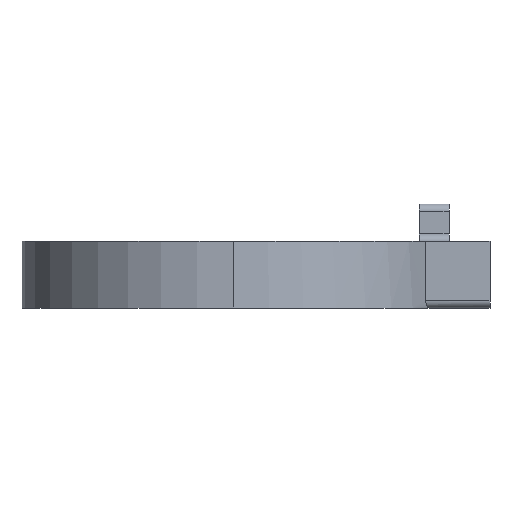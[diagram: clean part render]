
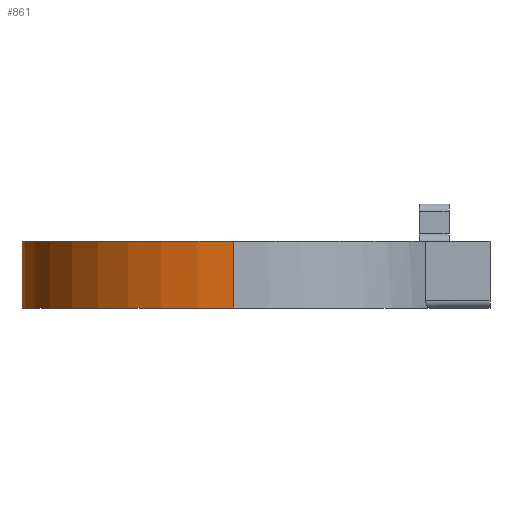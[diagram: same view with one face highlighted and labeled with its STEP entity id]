
A CAD part, left-side view. The second image highlights one B-rep face of the part: STEP entity #861.
In plain terms, the highlighted cylindrical face has radius 28.5 mm (diameter 57 mm), a partial arc.
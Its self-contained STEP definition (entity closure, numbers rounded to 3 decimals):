
#29 = ORIENTED_EDGE ( 'NONE', *, *, #155, .F. ) ;
#73 = CARTESIAN_POINT ( 'NONE',  ( 28.5, 0., 9. ) ) ;
#77 = ORIENTED_EDGE ( 'NONE', *, *, #312, .F. ) ;
#146 = DIRECTION ( 'NONE',  ( 0., 0., 1. ) ) ;
#155 = EDGE_CURVE ( 'NONE', #1244, #521, #942, .T. ) ;
#215 = AXIS2_PLACEMENT_3D ( 'NONE', #1556, #1404, #742 ) ;
#217 = VECTOR ( 'NONE', #1606, 1000. ) ;
#293 = ORIENTED_EDGE ( 'NONE', *, *, #1571, .T. ) ;
#294 = AXIS2_PLACEMENT_3D ( 'NONE', #514, #1052, #1302 ) ;
#310 = VERTEX_POINT ( 'NONE', #1115 ) ;
#312 = EDGE_CURVE ( 'NONE', #310, #1244, #780, .T. ) ;
#392 = EDGE_CURVE ( 'NONE', #310, #1562, #1583, .T. ) ;
#508 = FACE_OUTER_BOUND ( 'NONE', #711, .T. ) ;
#514 = CARTESIAN_POINT ( 'NONE',  ( 0., 0., 9. ) ) ;
#521 = VERTEX_POINT ( 'NONE', #1405 ) ;
#614 = CARTESIAN_POINT ( 'NONE',  ( 28.5, 0., 0. ) ) ;
#662 = CIRCLE ( 'NONE', #215, 28.5 ) ;
#711 = EDGE_LOOP ( 'NONE', ( #77, #1634, #293, #29 ) ) ;
#742 = DIRECTION ( 'NONE',  ( 1., 0., 0. ) ) ;
#780 = CIRCLE ( 'NONE', #1308, 28.5 ) ;
#836 = CARTESIAN_POINT ( 'NONE',  ( 0., 0., 9. ) ) ;
#861 = ADVANCED_FACE ( 'NONE', ( #508 ), #1171, .T. ) ;
#942 = LINE ( 'NONE', #1075, #217 ) ;
#1052 = DIRECTION ( 'NONE',  ( 0., 0., -1. ) ) ;
#1075 = CARTESIAN_POINT ( 'NONE',  ( -28.5, 0., 9. ) ) ;
#1115 = CARTESIAN_POINT ( 'NONE',  ( 28.5, 0., 9. ) ) ;
#1153 = DIRECTION ( 'NONE',  ( 0., 0., -1. ) ) ;
#1171 = CYLINDRICAL_SURFACE ( 'NONE', #294, 28.5 ) ;
#1244 = VERTEX_POINT ( 'NONE', #1300 ) ;
#1300 = CARTESIAN_POINT ( 'NONE',  ( -28.5, 0., 9. ) ) ;
#1302 = DIRECTION ( 'NONE',  ( -1., 0., 0. ) ) ;
#1308 = AXIS2_PLACEMENT_3D ( 'NONE', #836, #146, #1351 ) ;
#1351 = DIRECTION ( 'NONE',  ( 1., 0., 0. ) ) ;
#1404 = DIRECTION ( 'NONE',  ( 0., 0., 1. ) ) ;
#1405 = CARTESIAN_POINT ( 'NONE',  ( -28.5, 0., 0. ) ) ;
#1473 = VECTOR ( 'NONE', #1153, 1000. ) ;
#1556 = CARTESIAN_POINT ( 'NONE',  ( 0., 0., 0. ) ) ;
#1562 = VERTEX_POINT ( 'NONE', #614 ) ;
#1571 = EDGE_CURVE ( 'NONE', #1562, #521, #662, .T. ) ;
#1583 = LINE ( 'NONE', #73, #1473 ) ;
#1606 = DIRECTION ( 'NONE',  ( 0., 0., -1. ) ) ;
#1634 = ORIENTED_EDGE ( 'NONE', *, *, #392, .T. ) ;
